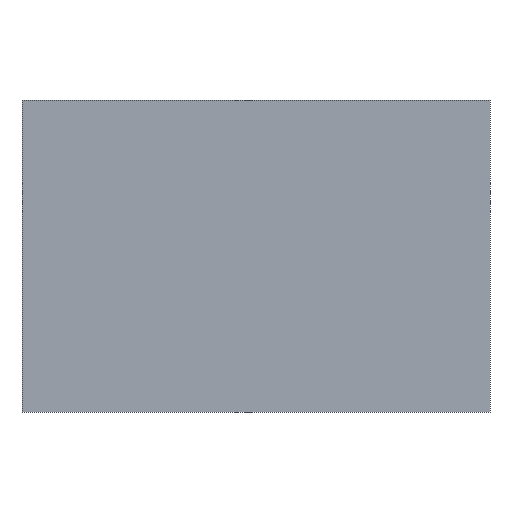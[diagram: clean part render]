
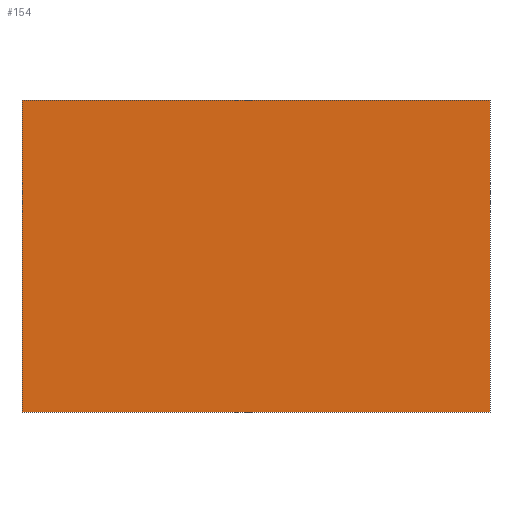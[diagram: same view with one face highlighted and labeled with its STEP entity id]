
A CAD part, front view. The second image highlights one B-rep face of the part: STEP entity #154.
In plain terms, the highlighted planar face has unit normal (0, -1, 0).
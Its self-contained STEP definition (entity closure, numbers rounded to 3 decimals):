
#11 = CARTESIAN_POINT ( 'NONE',  ( 15., 0., 0. ) ) ;
#20 = ORIENTED_EDGE ( 'NONE', *, *, #32, .F. ) ;
#22 = LINE ( 'NONE', #127, #134 ) ;
#32 = EDGE_CURVE ( 'NONE', #130, #226, #61, .T. ) ;
#45 = CARTESIAN_POINT ( 'NONE',  ( 0., 0., 10. ) ) ;
#55 = AXIS2_PLACEMENT_3D ( 'NONE', #208, #60, #186 ) ;
#60 = DIRECTION ( 'NONE',  ( 0., 1., 0. ) ) ;
#61 = LINE ( 'NONE', #81, #145 ) ;
#69 = LINE ( 'NONE', #87, #109 ) ;
#73 = VECTOR ( 'NONE', #85, 1000. ) ;
#81 = CARTESIAN_POINT ( 'NONE',  ( 15., 0., 10. ) ) ;
#84 = FACE_OUTER_BOUND ( 'NONE', #153, .T. ) ;
#85 = DIRECTION ( 'NONE',  ( -1., 0., 0. ) ) ;
#87 = CARTESIAN_POINT ( 'NONE',  ( 0., 0., 0. ) ) ;
#97 = DIRECTION ( 'NONE',  ( 1., 0., 0. ) ) ;
#109 = VECTOR ( 'NONE', #189, 1000. ) ;
#123 = DIRECTION ( 'NONE',  ( 0., 0., -1. ) ) ;
#124 = ORIENTED_EDGE ( 'NONE', *, *, #166, .F. ) ;
#127 = CARTESIAN_POINT ( 'NONE',  ( 0., 0., 10. ) ) ;
#130 = VERTEX_POINT ( 'NONE', #142 ) ;
#134 = VECTOR ( 'NONE', #97, 1000. ) ;
#142 = CARTESIAN_POINT ( 'NONE',  ( 15., 0., 10. ) ) ;
#145 = VECTOR ( 'NONE', #123, 1000. ) ;
#147 = CARTESIAN_POINT ( 'NONE',  ( 15., 0., 0. ) ) ;
#150 = ORIENTED_EDGE ( 'NONE', *, *, #228, .F. ) ;
#153 = EDGE_LOOP ( 'NONE', ( #20, #150, #173, #124 ) ) ;
#154 = ADVANCED_FACE ( 'NONE', ( #84 ), #231, .F. ) ;
#166 = EDGE_CURVE ( 'NONE', #226, #191, #206, .T. ) ;
#173 = ORIENTED_EDGE ( 'NONE', *, *, #238, .F. ) ;
#186 = DIRECTION ( 'NONE',  ( 1., 0., 0. ) ) ;
#189 = DIRECTION ( 'NONE',  ( 0., 0., 1. ) ) ;
#191 = VERTEX_POINT ( 'NONE', #232 ) ;
#206 = LINE ( 'NONE', #11, #73 ) ;
#208 = CARTESIAN_POINT ( 'NONE',  ( 0., 0., 0. ) ) ;
#214 = VERTEX_POINT ( 'NONE', #45 ) ;
#226 = VERTEX_POINT ( 'NONE', #147 ) ;
#228 = EDGE_CURVE ( 'NONE', #214, #130, #22, .T. ) ;
#231 = PLANE ( 'NONE',  #55 ) ;
#232 = CARTESIAN_POINT ( 'NONE',  ( 0., 0., 0. ) ) ;
#238 = EDGE_CURVE ( 'NONE', #191, #214, #69, .T. ) ;
